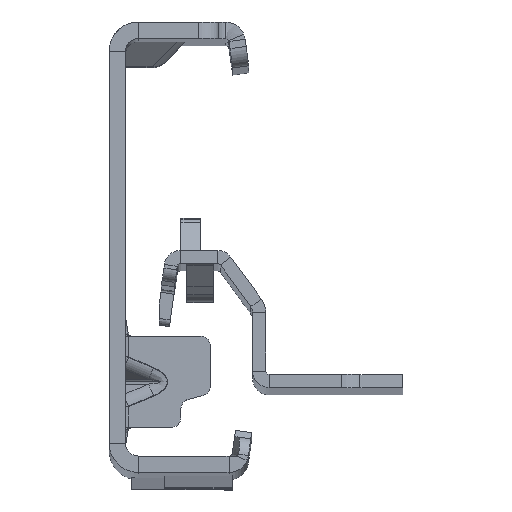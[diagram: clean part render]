
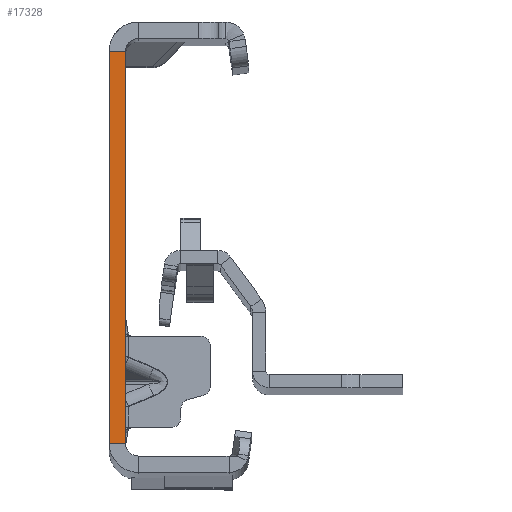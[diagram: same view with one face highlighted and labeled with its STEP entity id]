
A CAD part, top view. The second image highlights one B-rep face of the part: STEP entity #17328.
In plain terms, the highlighted planar face has unit normal (0, 0, 1).
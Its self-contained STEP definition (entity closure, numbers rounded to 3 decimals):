
#8 = VERTEX_POINT ( 'NONE', #49356 ) ;
#359 = EDGE_CURVE ( 'NONE', #49219, #37606, #21253, .T. ) ;
#386 = VECTOR ( 'NONE', #44486, 1000. ) ;
#831 = CARTESIAN_POINT ( 'NONE',  ( 0., 30., 0. ) ) ;
#1812 = CARTESIAN_POINT ( 'NONE',  ( 0., -30., 0. ) ) ;
#2674 = DIRECTION ( 'NONE',  ( 0., -1., 0. ) ) ;
#5716 = CARTESIAN_POINT ( 'NONE',  ( 0., -32., 0. ) ) ;
#14661 = PLANE ( 'NONE',  #41314 ) ;
#16223 = ORIENTED_EDGE ( 'NONE', *, *, #40291, .T. ) ;
#17328 = ADVANCED_FACE ( 'NONE', ( #48913 ), #14661, .T. ) ;
#17533 = CARTESIAN_POINT ( 'NONE',  ( 0., 30., 0. ) ) ;
#17824 = VERTEX_POINT ( 'NONE', #34521 ) ;
#21217 = LINE ( 'NONE', #37218, #386 ) ;
#21253 = LINE ( 'NONE', #5716, #43423 ) ;
#21918 = DIRECTION ( 'NONE',  ( 1., 0., 0. ) ) ;
#24542 = VECTOR ( 'NONE', #34188, 1000. ) ;
#25387 = ORIENTED_EDGE ( 'NONE', *, *, #45283, .T. ) ;
#25649 = DIRECTION ( 'NONE',  ( 0., 0., 1. ) ) ;
#27595 = ORIENTED_EDGE ( 'NONE', *, *, #359, .F. ) ;
#30080 = EDGE_LOOP ( 'NONE', ( #27595, #16223, #25387, #47298 ) ) ;
#30248 = VECTOR ( 'NONE', #45232, 1000. ) ;
#30434 = EDGE_CURVE ( 'NONE', #37606, #8, #49460, .T. ) ;
#30459 = CARTESIAN_POINT ( 'NONE',  ( 0., -30., 0. ) ) ;
#33949 = CARTESIAN_POINT ( 'NONE',  ( -2.5, -32., 0. ) ) ;
#34188 = DIRECTION ( 'NONE',  ( -1., 0., 0. ) ) ;
#34521 = CARTESIAN_POINT ( 'NONE',  ( -2.5, 30., 0. ) ) ;
#37218 = CARTESIAN_POINT ( 'NONE',  ( -2.5, -32., 0. ) ) ;
#37606 = VERTEX_POINT ( 'NONE', #1812 ) ;
#38919 = LINE ( 'NONE', #831, #24542 ) ;
#40291 = EDGE_CURVE ( 'NONE', #49219, #17824, #38919, .T. ) ;
#41314 = AXIS2_PLACEMENT_3D ( 'NONE', #33949, #25649, #21918 ) ;
#43423 = VECTOR ( 'NONE', #2674, 1000. ) ;
#44486 = DIRECTION ( 'NONE',  ( 0., -1., 0. ) ) ;
#45232 = DIRECTION ( 'NONE',  ( -1., 0., 0. ) ) ;
#45283 = EDGE_CURVE ( 'NONE', #17824, #8, #21217, .T. ) ;
#47298 = ORIENTED_EDGE ( 'NONE', *, *, #30434, .F. ) ;
#48913 = FACE_OUTER_BOUND ( 'NONE', #30080, .T. ) ;
#49219 = VERTEX_POINT ( 'NONE', #17533 ) ;
#49356 = CARTESIAN_POINT ( 'NONE',  ( -2.5, -30., 0. ) ) ;
#49460 = LINE ( 'NONE', #30459, #30248 ) ;
